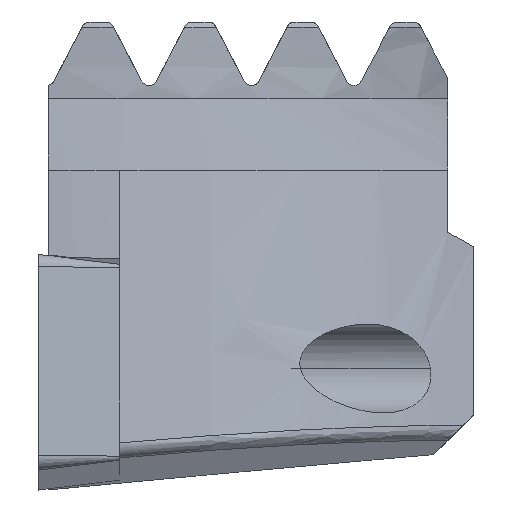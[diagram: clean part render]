
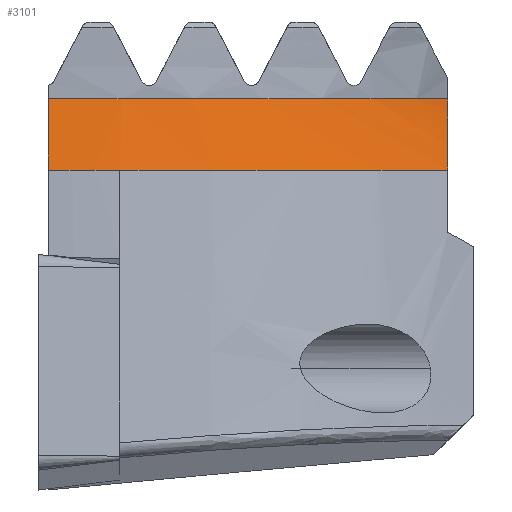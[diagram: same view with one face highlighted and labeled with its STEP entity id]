
A CAD part, left-side view. The second image highlights one B-rep face of the part: STEP entity #3101.
In plain terms, the highlighted conical face has half-angle 60 degrees and reference radius 25 mm.
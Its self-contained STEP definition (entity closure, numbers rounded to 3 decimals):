
#1415=VERTEX_POINT('NONE',#3688);
#1471=VERTEX_POINT('NONE',#3747);
#1597=VERTEX_POINT('NONE',#3884);
#1993=VERTEX_POINT('NONE',#4309);
#2547=EDGE_CURVE('NONE',#1471,#2601,#4922,.F.);
#2601=VERTEX_POINT('NONE',#4979);
#2803=EDGE_CURVE('NONE',#1471,#1597,#5207,.T.);
#2993=EDGE_CURVE('NONE',#1597,#1993,#5411,.T.);
#2999=EDGE_CURVE('NONE',#1415,#1993,#5419,.T.);
#3101=ADVANCED_FACE('NONE',(#5533),#5534,.T.);
#3239=EDGE_CURVE('NONE',#1415,#2601,#5683,.T.);
#3688=CARTESIAN_POINT('',(25.971,-23.96,22.9));
#3747=CARTESIAN_POINT('',(2.284,-0.56,18.734));
#3884=CARTESIAN_POINT('',(2.572,-4.76,18.734));
#4309=CARTESIAN_POINT('',(12.463,-23.96,18.734));
#4922=(B_SPLINE_CURVE(2,(#9630,#9631,#9632),.UNSPECIFIED.,.F.,.F.)B_SPLINE_CURVE_WITH_KNOTS((3,3),(2.975,11.254),.UNSPECIFIED.)RATIONAL_B_SPLINE_CURVE((1.007,1.015,1.006))BOUNDED_CURVE()REPRESENTATION_ITEM('')GEOMETRIC_REPRESENTATION_ITEM()CURVE());
#4979=CARTESIAN_POINT('',(9.5,-0.56,22.9));
#5207=CIRCLE('',#10383,32.216);
#5411=CIRCLE('',#10937,32.216);
#5419=(B_SPLINE_CURVE(2,(#10963,#10964,#10965),.UNSPECIFIED.,.F.,.F.)B_SPLINE_CURVE_WITH_KNOTS((3,3),(36.403,49.516),.UNSPECIFIED.)RATIONAL_B_SPLINE_CURVE((1.194,1.146,1.039))BOUNDED_CURVE()REPRESENTATION_ITEM('')GEOMETRIC_REPRESENTATION_ITEM()CURVE());
#5533=FACE_OUTER_BOUND('',#11284,.T.);
#5534=CONICAL_SURFACE('',#11285,25.0,1.047);
#5683=CIRCLE('',#12525,25.0);
#9630=CARTESIAN_POINT('',(9.5,-0.56,22.9));
#9631=CARTESIAN_POINT('',(6.347,-0.56,21.08));
#9632=CARTESIAN_POINT('',(2.284,-0.56,18.734));
#10383=AXIS2_PLACEMENT_3D('',#14845,#14846,#14847);
#10937=AXIS2_PLACEMENT_3D('',#15026,#15027,#15028);
#10963=CARTESIAN_POINT('',(25.971,-23.96,22.9));
#10964=CARTESIAN_POINT('',(20.069,-23.96,21.737));
#10965=CARTESIAN_POINT('',(12.463,-23.96,18.734));
#11284=EDGE_LOOP('',(#15168,#15169,#15170,#15171,#15172));
#11285=AXIS2_PLACEMENT_3D('',#15173,#15174,#15175);
#12525=AXIS2_PLACEMENT_3D('',#15306,#15307,#15308);
#14845=CARTESIAN_POINT('',(34.5,-0.46,18.734));
#14846=DIRECTION('',(0.,0.,1.0));
#14847=DIRECTION('',(0.,-1.0,0.));
#15026=CARTESIAN_POINT('',(34.5,-0.46,18.734));
#15027=DIRECTION('',(0.,0.,1.0));
#15028=DIRECTION('',(0.,-1.0,0.));
#15168=ORIENTED_EDGE('',*,*,#2999,.F.);
#15169=ORIENTED_EDGE('',*,*,#3239,.T.);
#15170=ORIENTED_EDGE('',*,*,#2547,.F.);
#15171=ORIENTED_EDGE('',*,*,#2803,.T.);
#15172=ORIENTED_EDGE('',*,*,#2993,.T.);
#15173=CARTESIAN_POINT('',(34.5,-0.46,22.9));
#15174=DIRECTION('',(0.,0.,-1.0));
#15175=DIRECTION('',(0.,1.0,0.));
#15306=CARTESIAN_POINT('',(34.5,-0.46,22.9));
#15307=DIRECTION('',(0.,0.,-1.0));
#15308=DIRECTION('',(0.,1.0,0.));
